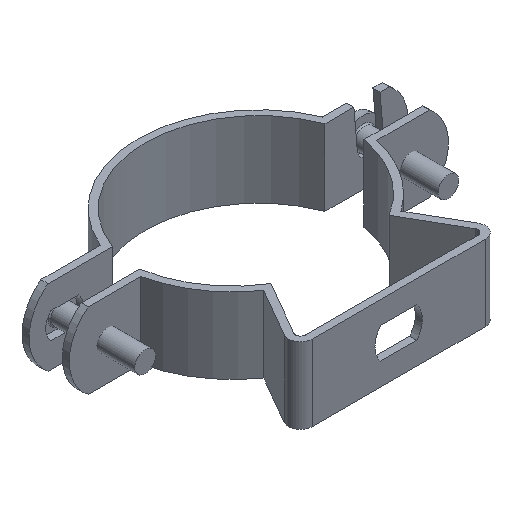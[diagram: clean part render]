
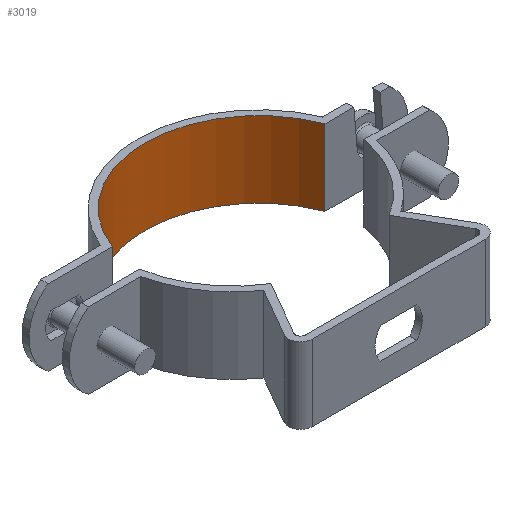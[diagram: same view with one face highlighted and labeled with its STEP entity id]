
A CAD part, isometric view. The second image highlights one B-rep face of the part: STEP entity #3019.
In plain terms, the highlighted cylindrical face has radius 24 mm (diameter 48 mm), a partial arc.
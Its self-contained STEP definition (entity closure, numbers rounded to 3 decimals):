
#2644=CARTESIAN_POINT('',(0.,-4.,-8.));
#2645=DIRECTION('',(0.,0.,1.));
#2646=DIRECTION('',(0.935,0.354,0.));
#2647=AXIS2_PLACEMENT_3D('',#2644,#2645,#2646);
#2649=DIRECTION('',(0.,0.,1.));
#2650=VECTOR('',#2649,16.);
#2651=CARTESIAN_POINT('',(-22.444,4.5,-8.));
#2652=LINE('',#2651,#2650);
#2703=CARTESIAN_POINT('',(0.,-4.,8.));
#2704=DIRECTION('',(0.,0.,1.));
#2705=DIRECTION('',(0.935,0.354,0.));
#2706=AXIS2_PLACEMENT_3D('',#2703,#2704,#2705);
#2836=DIRECTION('',(0.,0.,1.));
#2837=VECTOR('',#2836,16.);
#2838=CARTESIAN_POINT('',(22.444,4.5,-8.));
#2839=LINE('',#2838,#2837);
#2988=CARTESIAN_POINT('',(22.444,4.5,-8.));
#2989=CARTESIAN_POINT('',(22.444,4.5,8.));
#2990=VERTEX_POINT('',#2988);
#2991=VERTEX_POINT('',#2989);
#2996=CARTESIAN_POINT('',(-22.444,4.5,-8.));
#2997=CARTESIAN_POINT('',(-22.444,4.5,8.));
#2998=VERTEX_POINT('',#2996);
#2999=VERTEX_POINT('',#2997);
#3004=CARTESIAN_POINT('',(0.,-4.,0.));
#3005=DIRECTION('',(0.,0.,1.));
#3006=DIRECTION('',(1.,0.,0.));
#3007=AXIS2_PLACEMENT_3D('',#3004,#3005,#3006);
#3008=CYLINDRICAL_SURFACE('',#3007,24.);
#3010=ORIENTED_EDGE('',*,*,#3009,.T.);
#3012=ORIENTED_EDGE('',*,*,#3011,.T.);
#3014=ORIENTED_EDGE('',*,*,#3013,.F.);
#3016=ORIENTED_EDGE('',*,*,#3015,.F.);
#3017=EDGE_LOOP('',(#3010,#3012,#3014,#3016));
#3018=FACE_OUTER_BOUND('',#3017,.F.);
#3019=ADVANCED_FACE('',(#3018),#3008,.F.);
#2648=CIRCLE('',#2647,24.);
#2707=CIRCLE('',#2706,24.);
#3009=EDGE_CURVE('',#2990,#2998,#2648,.T.);
#3011=EDGE_CURVE('',#2998,#2999,#2652,.T.);
#3013=EDGE_CURVE('',#2991,#2999,#2707,.T.);
#3015=EDGE_CURVE('',#2990,#2991,#2839,.T.);
